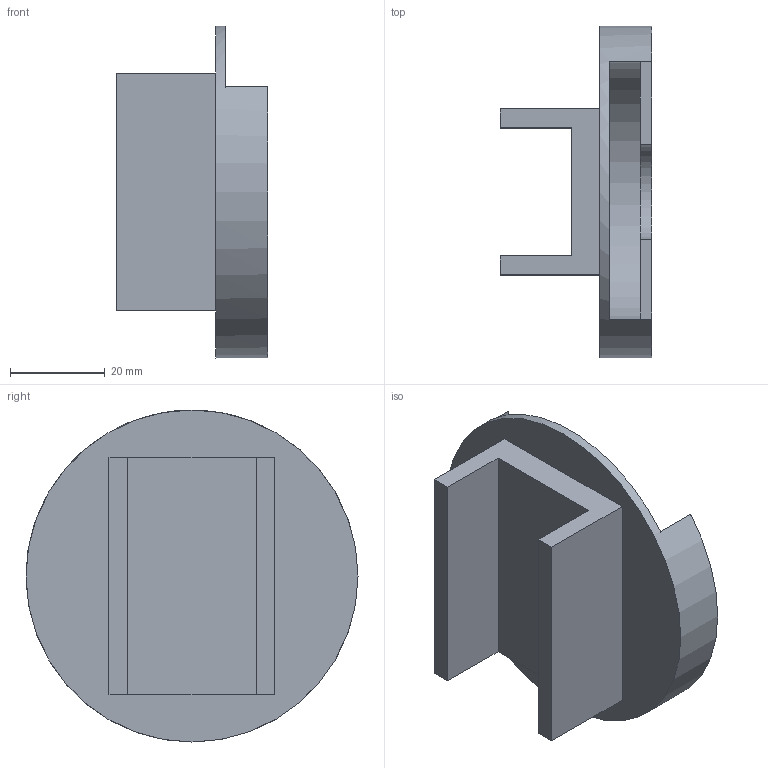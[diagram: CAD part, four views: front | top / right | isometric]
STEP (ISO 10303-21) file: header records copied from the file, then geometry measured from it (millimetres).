
FILE_DESCRIPTION(/* description */ (''),/* implementation_level */ '2;1');
FILE_NAME(/* name */ 'Camera Mount v1.stp',/* time_stamp */ '2025-09-12T00:16:17+02:00',/* author */ (''),/* organization */ (''),/* preprocessor_version */ 'ST-DEVELOPER v20.1',/* originating_system */ 'Autodesk Translation Framework v14.10.0.0',/* authorisation */ '');
FILE_SCHEMA (('AUTOMOTIVE_DESIGN { 1 0 10303 214 3 1 1 }'));
Length unit declared in the file: millimetre
Products named in the file (1): Camera Mount
Bounding box: 32 x 70 x 70 mm (x, y, z)
Volume: 35482.8 mm3; surface area: 17000.7 mm2
Topology: 1 solids, 1 shells, 20 faces, 50 edges, 33 vertices
Faces by surface type: plane 17, cylinder 3
Full cylindrical faces by diameter (mm): 70 x1
Entity records: 627 total; most frequent: CARTESIAN_POINT 104, ORIENTED_EDGE 100, DIRECTION 100, EDGE_CURVE 50, LINE 42, VECTOR 42, VERTEX_POINT 33, AXIS2_PLACEMENT_3D 29
